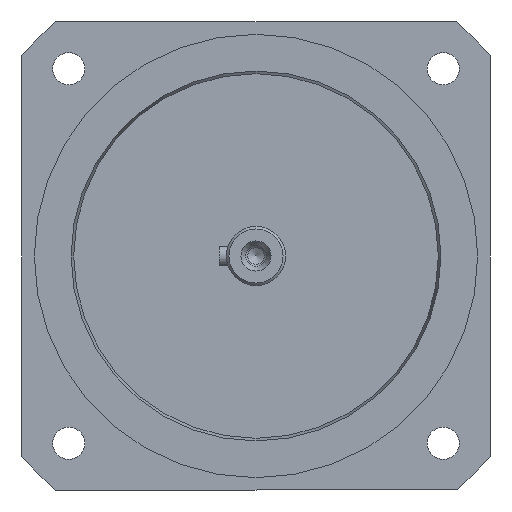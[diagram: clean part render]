
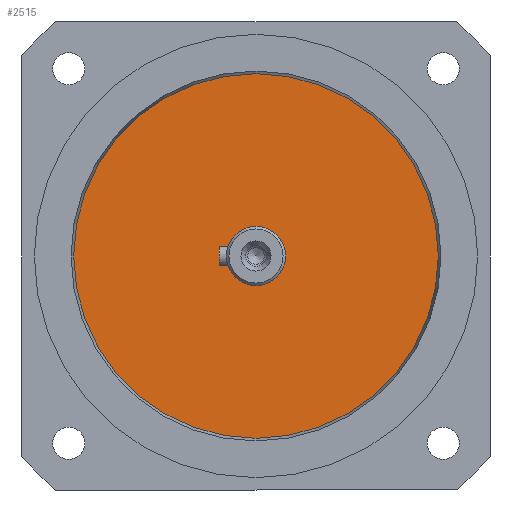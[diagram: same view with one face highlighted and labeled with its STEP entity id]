
A CAD part, left-side view. The second image highlights one B-rep face of the part: STEP entity #2515.
In plain terms, the highlighted planar face has unit normal (-1, 0, 0).
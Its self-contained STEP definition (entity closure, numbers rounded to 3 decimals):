
#1997=CARTESIAN_POINT('',(-89.5,0.,12.));
#1998=VERTEX_POINT('',#1997);
#1999=CARTESIAN_POINT('',(-89.5,0.,0.0));
#2000=DIRECTION('',(1.0,0.0,0.0));
#2001=DIRECTION('',(0.0,0.0,-1.0));
#2002=AXIS2_PLACEMENT_3D('',#1999,#2000,#2001);
#2003=CIRCLE('',#2002,12.);
#2004=EDGE_CURVE('',#1998,#1998,#2003,.T.);
#2496=CARTESIAN_POINT('',(-89.5,37.0,0.0));
#2497=DIRECTION('',(-1.0,0.0,0.0));
#2498=DIRECTION('',(0.0,0.0,1.0));
#2499=AXIS2_PLACEMENT_3D('',#2496,#2497,#2498);
#2500=PLANE('',#2499);
#2501=CARTESIAN_POINT('',(-89.5,74.0,0.0));
#2502=VERTEX_POINT('',#2501);
#2503=CARTESIAN_POINT('',(-89.5,0.,0.0));
#2504=DIRECTION('',(1.0,0.0,0.0));
#2505=DIRECTION('',(0.0,1.0,0.0));
#2506=AXIS2_PLACEMENT_3D('',#2503,#2504,#2505);
#2507=CIRCLE('',#2506,74.0);
#2508=EDGE_CURVE('',#2502,#2502,#2507,.T.);
#2509=ORIENTED_EDGE('',*,*,#2508,.F.);
#2510=EDGE_LOOP('',(#2509));
#2511=FACE_OUTER_BOUND('',#2510,.T.);
#2512=ORIENTED_EDGE('',*,*,#2004,.T.);
#2513=EDGE_LOOP('',(#2512));
#2514=FACE_BOUND('',#2513,.T.);
#2515=ADVANCED_FACE('',(#2511,#2514),#2500,.T.);
